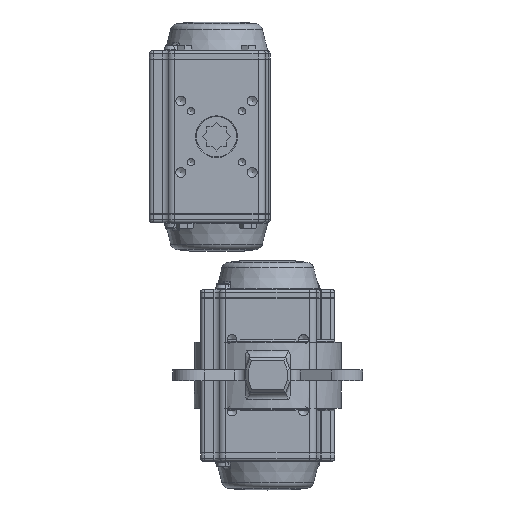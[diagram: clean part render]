
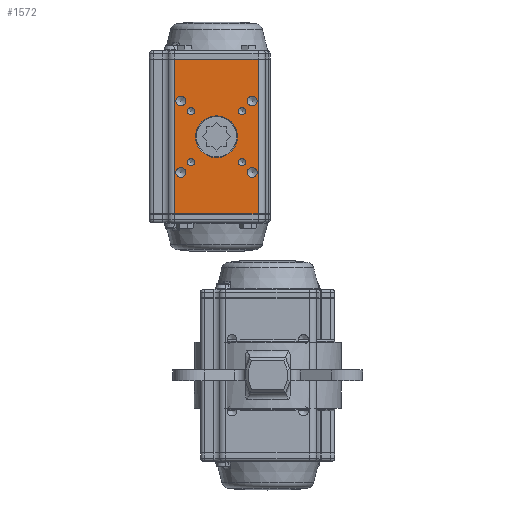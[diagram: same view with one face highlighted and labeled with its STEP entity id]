
A CAD part, front view. The second image highlights one B-rep face of the part: STEP entity #1572.
In plain terms, the highlighted planar face has unit normal (0, -1, 0).
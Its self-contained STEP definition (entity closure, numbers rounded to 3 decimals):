
#1572 = ADVANCED_FACE( 'NONE', ( #4440, #4441, #4442, #4443, #4444, #4445, #4446, #4447, #4448, #4449 ), #4450, .F. );
#4440 = FACE_OUTER_BOUND( '', #9119, .T. );
#4441 = FACE_BOUND( '', #9120, .T. );
#4442 = FACE_BOUND( '', #9121, .T. );
#4443 = FACE_BOUND( '', #9122, .T. );
#4444 = FACE_BOUND( '', #9123, .T. );
#4445 = FACE_BOUND( '', #9124, .T. );
#4446 = FACE_BOUND( '', #9125, .T. );
#4447 = FACE_BOUND( '', #9126, .T. );
#4448 = FACE_BOUND( '', #9127, .T. );
#4449 = FACE_BOUND( '', #9128, .T. );
#4450 = PLANE( '', #9129 );
#9119 = EDGE_LOOP( '', ( #18615, #18616, #18617, #18618 ) );
#9120 = EDGE_LOOP( '', ( #18619 ) );
#9121 = EDGE_LOOP( '', ( #18620 ) );
#9122 = EDGE_LOOP( '', ( #18621 ) );
#9123 = EDGE_LOOP( '', ( #18622 ) );
#9124 = EDGE_LOOP( '', ( #18623 ) );
#9125 = EDGE_LOOP( '', ( #18624 ) );
#9126 = EDGE_LOOP( '', ( #18625 ) );
#9127 = EDGE_LOOP( '', ( #18626 ) );
#9128 = EDGE_LOOP( '', ( #18627 ) );
#9129 = AXIS2_PLACEMENT_3D( '', #18628, #18629, #18630 );
#18615 = ORIENTED_EDGE( '', *, *, #32151, .T. );
#18616 = ORIENTED_EDGE( '', *, *, #32152, .F. );
#18617 = ORIENTED_EDGE( '', *, *, #32153, .F. );
#18618 = ORIENTED_EDGE( '', *, *, #32154, .T. );
#18619 = ORIENTED_EDGE( '', *, *, #32155, .F. );
#18620 = ORIENTED_EDGE( '', *, *, #32156, .F. );
#18621 = ORIENTED_EDGE( '', *, *, #32157, .F. );
#18622 = ORIENTED_EDGE( '', *, *, #32158, .F. );
#18623 = ORIENTED_EDGE( '', *, *, #31945, .F. );
#18624 = ORIENTED_EDGE( '', *, *, #32159, .F. );
#18625 = ORIENTED_EDGE( '', *, *, #32160, .F. );
#18626 = ORIENTED_EDGE( '', *, *, #32161, .F. );
#18627 = ORIENTED_EDGE( '', *, *, #32162, .T. );
#18628 = CARTESIAN_POINT( '', ( -29.3, -42.35, 53.5 ) );
#18629 = DIRECTION( '', ( 0., 1., 0. ) );
#18630 = DIRECTION( '', ( 1., 0., 0. ) );
#31945 = EDGE_CURVE( 'NONE', #36560, #36560, #36561, .T. );
#32151 = EDGE_CURVE( 'NONE', #36927, #36928, #36929, .T. );
#32152 = EDGE_CURVE( 'NONE', #36930, #36928, #36931, .T. );
#32153 = EDGE_CURVE( 'NONE', #36932, #36930, #36933, .T. );
#32154 = EDGE_CURVE( 'NONE', #36932, #36927, #36934, .T. );
#32155 = EDGE_CURVE( 'NONE', #36935, #36935, #36936, .T. );
#32156 = EDGE_CURVE( 'NONE', #36937, #36937, #36938, .T. );
#32157 = EDGE_CURVE( 'NONE', #36939, #36939, #36940, .T. );
#32158 = EDGE_CURVE( 'NONE', #36941, #36941, #36942, .T. );
#32159 = EDGE_CURVE( 'NONE', #36943, #36943, #36944, .T. );
#32160 = EDGE_CURVE( 'NONE', #36945, #36945, #36946, .T. );
#32161 = EDGE_CURVE( 'NONE', #36947, #36947, #36948, .T. );
#32162 = EDGE_CURVE( 'NONE', #36949, #36949, #36950, .T. );
#36560 = VERTEX_POINT( '', #43355 );
#36561 = CIRCLE( '', #43356, 2.5 );
#36927 = VERTEX_POINT( 'NONE', #44287 );
#36928 = VERTEX_POINT( 'NONE', #44288 );
#36929 = LINE( '', #44289, #44290 );
#36930 = VERTEX_POINT( 'NONE', #44291 );
#36931 = LINE( '', #44292, #44293 );
#36932 = VERTEX_POINT( 'NONE', #44294 );
#36933 = LINE( '', #44295, #44296 );
#36934 = LINE( '', #44297, #44298 );
#36935 = VERTEX_POINT( '', #44299 );
#36936 = CIRCLE( '', #44300, 3.4 );
#36937 = VERTEX_POINT( '', #44301 );
#36938 = CIRCLE( '', #44302, 3.4 );
#36939 = VERTEX_POINT( '', #44303 );
#36940 = CIRCLE( '', #44304, 3.4 );
#36941 = VERTEX_POINT( '', #44305 );
#36942 = CIRCLE( '', #44306, 3.4 );
#36943 = VERTEX_POINT( '', #44307 );
#36944 = CIRCLE( '', #44308, 2.5 );
#36945 = VERTEX_POINT( '', #44309 );
#36946 = CIRCLE( '', #44310, 2.5 );
#36947 = VERTEX_POINT( '', #44311 );
#36948 = CIRCLE( '', #44312, 2.5 );
#36949 = VERTEX_POINT( '', #44313 );
#36950 = CIRCLE( '', #44314, 14.5 );
#43355 = CARTESIAN_POINT( '', ( -17.678, -42.35, 15.178 ) );
#43356 = AXIS2_PLACEMENT_3D( '', #59257, #59258, #59259 );
#44287 = CARTESIAN_POINT( '', ( -29.3, -42.35, -53.5 ) );
#44288 = CARTESIAN_POINT( '', ( 28.8, -42.35, -53.5 ) );
#44289 = CARTESIAN_POINT( '', ( -29.3, -42.35, -53.5 ) );
#44290 = VECTOR( '', #59473, 1000. );
#44291 = CARTESIAN_POINT( '', ( 28.8, -42.35, 53.5 ) );
#44292 = CARTESIAN_POINT( '', ( 28.8, -42.35, 53.5 ) );
#44293 = VECTOR( '', #59474, 1000. );
#44294 = CARTESIAN_POINT( '', ( -29.3, -42.35, 53.5 ) );
#44295 = CARTESIAN_POINT( '', ( -29.3, -42.35, 53.5 ) );
#44296 = VECTOR( '', #59475, 1000. );
#44297 = CARTESIAN_POINT( '', ( -29.3, -42.35, 53.5 ) );
#44298 = VECTOR( '', #59476, 1000. );
#44299 = CARTESIAN_POINT( '', ( -24.749, -42.35, 21.349 ) );
#44300 = AXIS2_PLACEMENT_3D( '', #59477, #59478, #59479 );
#44301 = CARTESIAN_POINT( '', ( 24.749, -42.35, 21.349 ) );
#44302 = AXIS2_PLACEMENT_3D( '', #59480, #59481, #59482 );
#44303 = CARTESIAN_POINT( '', ( 24.749, -42.35, -28.149 ) );
#44304 = AXIS2_PLACEMENT_3D( '', #59483, #59484, #59485 );
#44305 = CARTESIAN_POINT( '', ( -24.749, -42.35, -28.149 ) );
#44306 = AXIS2_PLACEMENT_3D( '', #59486, #59487, #59488 );
#44307 = CARTESIAN_POINT( '', ( 17.678, -42.35, 15.178 ) );
#44308 = AXIS2_PLACEMENT_3D( '', #59489, #59490, #59491 );
#44309 = CARTESIAN_POINT( '', ( -17.678, -42.35, -20.178 ) );
#44310 = AXIS2_PLACEMENT_3D( '', #59492, #59493, #59494 );
#44311 = CARTESIAN_POINT( '', ( 17.678, -42.35, -20.178 ) );
#44312 = AXIS2_PLACEMENT_3D( '', #59495, #59496, #59497 );
#44313 = CARTESIAN_POINT( '', ( -14.5, -42.35, 0. ) );
#44314 = AXIS2_PLACEMENT_3D( '', #59498, #59499, #59500 );
#59257 = CARTESIAN_POINT( '', ( -17.678, -42.35, 17.678 ) );
#59258 = DIRECTION( '', ( 0., -1., 0. ) );
#59259 = DIRECTION( '', ( 0., 0., -1. ) );
#59473 = DIRECTION( '', ( 1., 0., 0. ) );
#59474 = DIRECTION( '', ( 0., 0., -1. ) );
#59475 = DIRECTION( '', ( 1., 0., 0. ) );
#59476 = DIRECTION( '', ( 0., 0., -1. ) );
#59477 = CARTESIAN_POINT( '', ( -24.749, -42.35, 24.749 ) );
#59478 = DIRECTION( '', ( 0., -1., 0. ) );
#59479 = DIRECTION( '', ( 0., 0., -1. ) );
#59480 = CARTESIAN_POINT( '', ( 24.749, -42.35, 24.749 ) );
#59481 = DIRECTION( '', ( 0., -1., 0. ) );
#59482 = DIRECTION( '', ( 0., 0., -1. ) );
#59483 = CARTESIAN_POINT( '', ( 24.749, -42.35, -24.749 ) );
#59484 = DIRECTION( '', ( 0., -1., 0. ) );
#59485 = DIRECTION( '', ( 0., 0., -1. ) );
#59486 = CARTESIAN_POINT( '', ( -24.749, -42.35, -24.749 ) );
#59487 = DIRECTION( '', ( 0., -1., 0. ) );
#59488 = DIRECTION( '', ( 0., 0., -1. ) );
#59489 = CARTESIAN_POINT( '', ( 17.678, -42.35, 17.678 ) );
#59490 = DIRECTION( '', ( 0., -1., 0. ) );
#59491 = DIRECTION( '', ( 0., 0., -1. ) );
#59492 = CARTESIAN_POINT( '', ( -17.678, -42.35, -17.678 ) );
#59493 = DIRECTION( '', ( 0., -1., 0. ) );
#59494 = DIRECTION( '', ( 0., 0., -1. ) );
#59495 = CARTESIAN_POINT( '', ( 17.678, -42.35, -17.678 ) );
#59496 = DIRECTION( '', ( 0., -1., 0. ) );
#59497 = DIRECTION( '', ( 0., 0., -1. ) );
#59498 = CARTESIAN_POINT( '', ( 0., -42.35, 0. ) );
#59499 = DIRECTION( '', ( 0., 1., 0. ) );
#59500 = DIRECTION( '', ( -1., 0., 0. ) );
